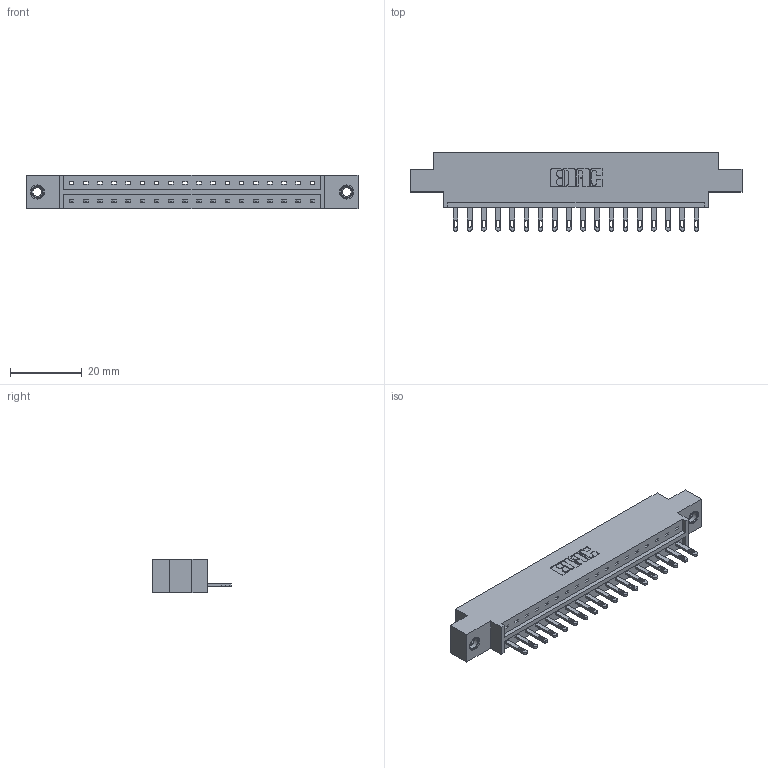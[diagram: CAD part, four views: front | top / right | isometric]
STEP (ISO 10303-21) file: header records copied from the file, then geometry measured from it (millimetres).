
FILE_DESCRIPTION (( 'STEP AP203' ), '1' );
FILE_NAME ('333-018-500-607.STEP', '2019-08-09T12:33:48', ( '' ), ( '' ), 'SwSTEP 2.0', 'SolidWorks 2016', '' );
FILE_SCHEMA (( 'CONFIG_CONTROL_DESIGN' ));
Length unit declared in the file: inch
Products named in the file (4): 345-292-001_345-293-100; 333 Part_Offset - .156 Dia - TI; 345-250-001_345-250-005-103; 333-018-500-607
Assembly tree (21 placements, depth 2):
  333-018-500-607
    333 Part_Offset - .156 Dia - TI
    345-292-001_345-293-100  x18
    345-250-001_345-250-005-103  x2
Bounding box: 92.86 x 21.85 x 9.4 mm (x, y, z)
Volume: 8908 mm3; surface area: 9760.4 mm2
Topology: 21 solids, 21 shells, 1150 faces, 3483 edges, 2314 vertices
Faces by surface type: plane 754, cylinder 380, cone 12, torus 4
Entity records: 15356 total; most frequent: CARTESIAN_POINT 2635, ORIENTED_EDGE 2582, DIRECTION 2305, EDGE_CURVE 1291, VECTOR 1139, LINE 1139, VERTEX_POINT 856, AXIS2_PLACEMENT_3D 583
